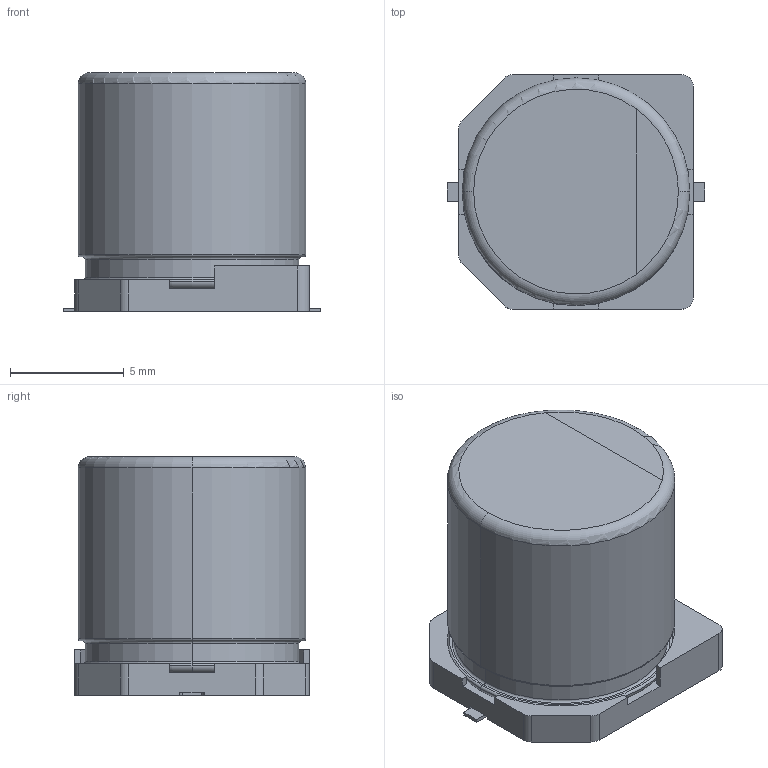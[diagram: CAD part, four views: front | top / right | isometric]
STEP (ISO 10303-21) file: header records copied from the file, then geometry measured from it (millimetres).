
FILE_DESCRIPTION (( 'STEP AP214' ), '1' );
FILE_NAME ('CAP-SMD_BD10.0-L10.3-W10.3-LS11.3-FD-1.step', '2022-07-01T06:21:09', ( '' ), ( '' ), 'SwSTEP 2.0', 'SolidWorks 2020', '' );
FILE_SCHEMA (( 'AUTOMOTIVE_DESIGN' ));
Length unit declared in the file: millimetre
Products named in the file (1): CAP-SMD_BD10.0-L10.3-W10.3-LS11.3-FD-1
Bounding box: 11.3 x 10.3 x 10.5 mm (x, y, z)
Volume: 852.1 mm3; surface area: 741.9 mm2
Topology: 2 solids, 2 shells, 300 faces, 811 edges, 536 vertices
Faces by surface type: plane 173, bspline 98, cylinder 17, torus 12
Entity records: 13220 total; most frequent: CARTESIAN_POINT 2954, ORIENTED_EDGE 1622, DIRECTION 1079, EDGE_CURVE 811, VECTOR 549, LINE 549, VERTEX_POINT 536, EDGE_LOOP 321
